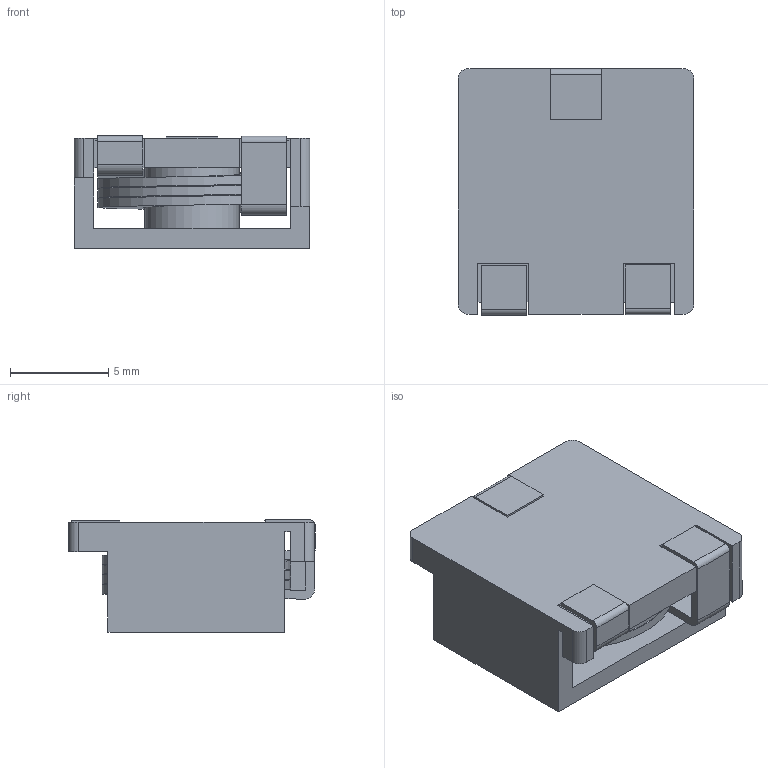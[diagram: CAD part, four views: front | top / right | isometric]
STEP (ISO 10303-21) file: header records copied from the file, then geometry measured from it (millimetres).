
FILE_DESCRIPTION(/* description */ ('Unknown'),/* implementation_level */ '2;1');
FILE_NAME(/* name */ 'HM65 Standard',/* time_stamp */ '2021-12-29T11:07:02+08:00',/* author */ ('Unknown'),/* organization */ ('Unknown'),/* preprocessor_version */ 'ST-DEVELOPER v16.7',/* originating_system */ 'Solid Edge',/* authorisation */ 'Unknown');
FILE_SCHEMA (('AUTOMOTIVE_DESIGN {1 0 10303 214 3 1 1}'));
Length unit declared in the file: millimetre
Products named in the file (1): HM65 Standard
Bounding box: 12 x 12.56 x 5.71 mm (x, y, z)
Volume: 536.2 mm3; surface area: 1310.4 mm2
Topology: 1 solids, 1 shells, 352 faces, 957 edges, 633 vertices
Faces by surface type: plane 300, bspline 29, cylinder 23
Full cylindrical faces by diameter (mm): 4.8 x1
Entity records: 14356 total; most frequent: CARTESIAN_POINT 3502, ORIENTED_EDGE 1908, DIRECTION 1397, EDGE_CURVE 954, LINE 661, VECTOR 661, VERTEX_POINT 633, EDGE_LOOP 393
